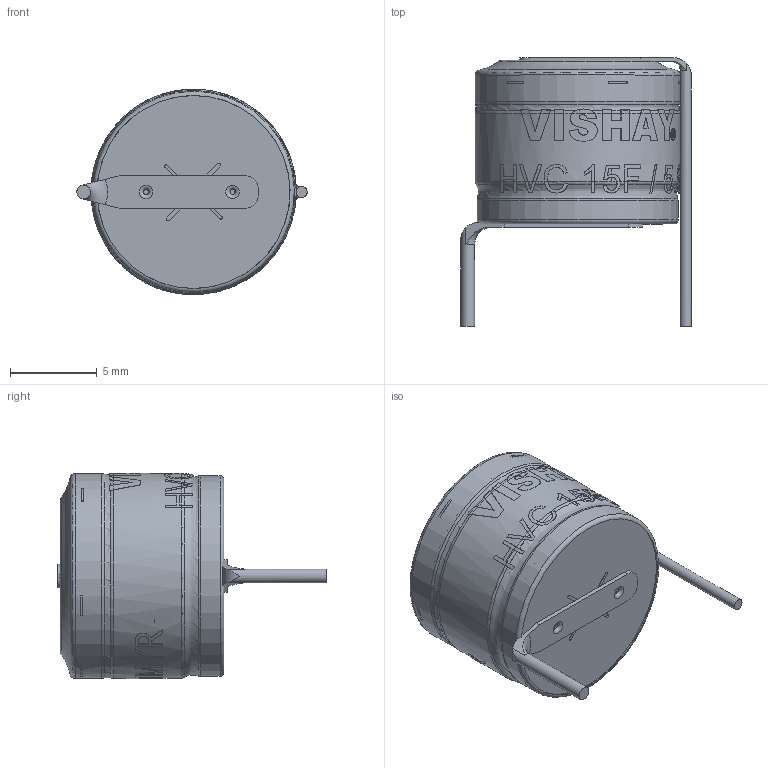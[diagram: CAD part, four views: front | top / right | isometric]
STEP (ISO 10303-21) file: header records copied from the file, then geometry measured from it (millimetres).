
FILE_DESCRIPTION(/* description */ (''),/* implementation_level */ '2;1');
FILE_NAME(/* name */ '713053-404.stp',/* time_stamp */ '2018-05-15T15:54:10+07:00',/* author */ ('ssiddannavar'),/* organization */ (''),/* preprocessor_version */ 'ST-DEVELOPER v15.6',/* originating_system */ 'Autodesk Inventor 2015',/* authorisation */ '');
FILE_SCHEMA (('AUTOMOTIVE_DESIGN { 1 0 10303 214 3 1 1 }'));
Products named in the file (6): 692171 (new pin); 714194; 711709 (HVC1223); 069233 (Contact cup); Printed Sleeve; 713053
Assembly tree (10 placements, depth 2):
  713053
    692171 (new pin)
    714194
    711709 (HVC1223)  x4
    069233 (Contact cup)  x3
    Printed Sleeve
Bounding box: 13.32 x 15.53 x 11.88 mm (x, y, z)
Volume: 916.5 mm3; surface area: 2972.9 mm2
Topology: 11 solids, 11 shells, 558 faces, 1440 edges, 931 vertices
Faces by surface type: plane 234, bspline 155, cylinder 123, torus 46
Full cylindrical faces by diameter (mm): 0.64 x1, 0.8 x1, 8.66 x1, 9.26 x4, 9.46 x4, 11.164 x1, 11.46 x5, 11.5 x3, 11.62 x1, 11.7 x5, 11.86 x2
Entity records: 41850 total; most frequent: CARTESIAN_POINT 31461, ORIENTED_EDGE 2322, DIRECTION 1511, EDGE_CURVE 1161, VERTEX_POINT 779, AXIS2_PLACEMENT_3D 540, EDGE_LOOP 538, B_SPLINE_CURVE_WITH_KNOTS 505
